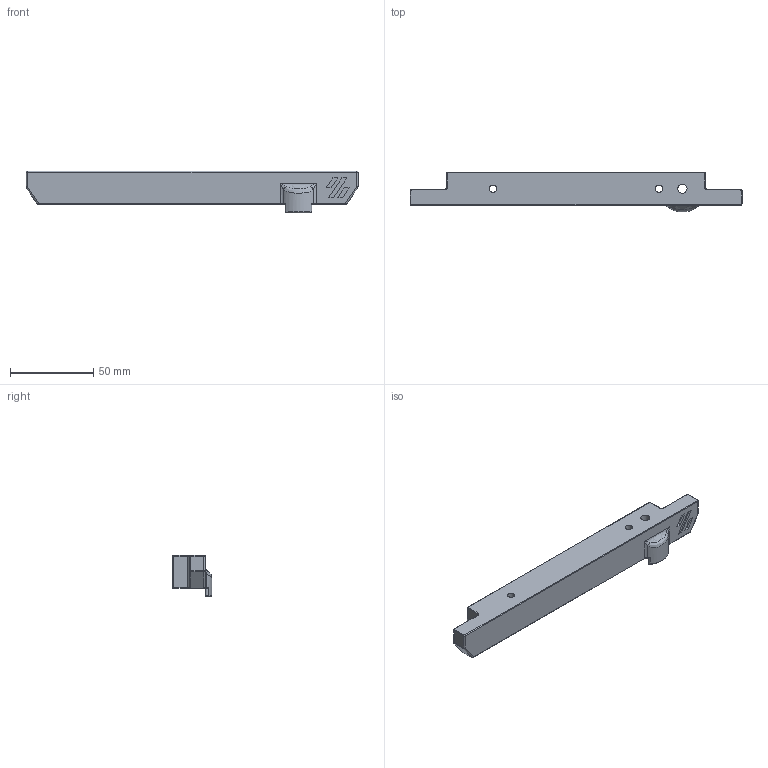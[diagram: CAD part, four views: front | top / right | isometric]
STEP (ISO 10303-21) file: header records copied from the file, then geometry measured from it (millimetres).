
FILE_DESCRIPTION(/* description */ (''),/* implementation_level */ '2;1');
FILE_NAME(/* name */ 'Voron Artillery extensions v1 Straight long right.step',/* time_stamp */ '2023-04-29T13:40:04-04:00',/* author */ (''),/* organization */ (''),/* preprocessor_version */ 'ST-DEVELOPER v19.2',/* originating_system */ 'Autodesk Translation Framework v12.4.0.73',/* authorisation */ '');
FILE_SCHEMA (('AUTOMOTIVE_DESIGN { 1 0 10303 214 3 1 1 }'));
Length unit declared in the file: millimetre
Products named in the file (1): Voron Artillery extensions
Bounding box: 199.6 x 23.98 x 25 mm (x, y, z)
Volume: 68307.7 mm3; surface area: 17192.2 mm2
Topology: 1 solids, 1 shells, 124 faces, 275 edges, 161 vertices
Faces by surface type: cylinder 48, plane 36, bspline 18, torus 9, cone 9, sphere 4
Full cylindrical faces by diameter (mm): 4.4 x2, 4.7 x4, 5.5 x1, 8 x2
Entity records: 3725 total; most frequent: CARTESIAN_POINT 939, DIRECTION 609, ORIENTED_EDGE 546, EDGE_CURVE 273, AXIS2_PLACEMENT_3D 240, VERTEX_POINT 161, EDGE_LOOP 140, LINE 129
